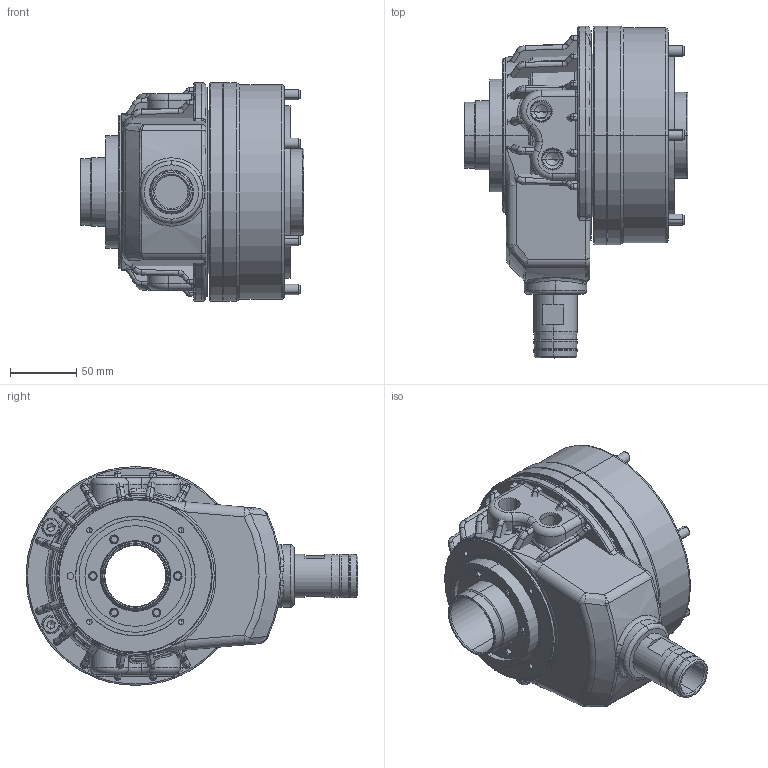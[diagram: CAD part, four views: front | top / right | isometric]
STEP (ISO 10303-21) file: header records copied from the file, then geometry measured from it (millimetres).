
FILE_DESCRIPTION (( 'STEP AP203' ), '1' );
FILE_NAME ('CF-TK-A646.STEP', '2022-01-19T08:00:51', ( '' ), ( '' ), 'SwSTEP 2.0', 'SolidWorks 2016', '' );
FILE_SCHEMA (( 'CONFIG_CONTROL_DESIGN' ));
Length unit declared in the file: millimetre
Products named in the file (9): CF-TK-A646-活塞; CF-TK-A646-缸體; CT-S08-08000; CF-TK-646-08010; 圓頭內六角螺栓_M8x60; O-RING_S50; CF-TK-A646; CF-TK-646罩殼; CF-TK-A646-閥軸
Assembly tree (13 placements, depth 2):
  CF-TK-A646
    CF-TK-646罩殼
    CF-TK-A646-閥軸
    CF-TK-A646-活塞
    CF-TK-A646-缸體
    CT-S08-08000
    CF-TK-646-08010
    圓頭內六角螺栓_M8x60  x6
    O-RING_S50
Bounding box: 169 x 250.5 x 165 mm (x, y, z)
Volume: 2325338.2 mm3; surface area: 404145 mm2
Topology: 25 solids, 25 shells, 1205 faces, 2746 edges, 1595 vertices
Faces by surface type: cylinder 321, bspline 275, cone 267, plane 233, torus 107, sphere 2
Entity records: 40872 total; most frequent: CARTESIAN_POINT 18113, ORIENTED_EDGE 4796, DIRECTION 4060, EDGE_CURVE 2398, AXIS2_PLACEMENT_3D 1731, VERTEX_POINT 1430, EDGE_LOOP 1234, ADVANCED_FACE 1080
